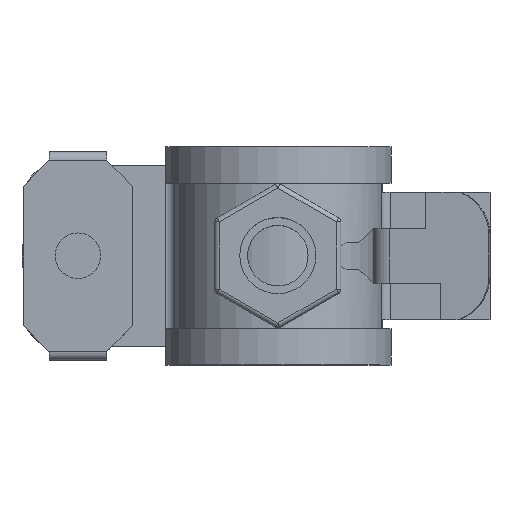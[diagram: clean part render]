
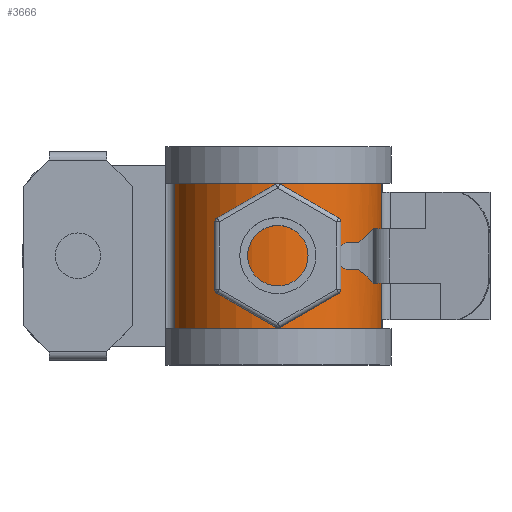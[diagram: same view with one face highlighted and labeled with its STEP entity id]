
A CAD part, top view. The second image highlights one B-rep face of the part: STEP entity #3666.
In plain terms, the highlighted cylindrical face has radius 11.5 mm (diameter 23 mm), a partial arc.
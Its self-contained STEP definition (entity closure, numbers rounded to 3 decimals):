
#36=B_SPLINE_CURVE_WITH_KNOTS('',3,(#6470,#6471,#6472,#6473,#6474,#6475,
#6476),.UNSPECIFIED.,.F.,.F.,(4,1,1,1,4),(0.,0.001,
0.002,0.004,0.005),
 .UNSPECIFIED.);
#38=ELLIPSE('',#4739,12.857,11.5);
#39=ELLIPSE('',#4742,12.857,11.5);
#281=LINE('',#6450,#637);
#282=LINE('',#6452,#638);
#283=LINE('',#6456,#639);
#284=LINE('',#6460,#640);
#285=LINE('',#6462,#641);
#637=VECTOR('',#5256,1000.);
#638=VECTOR('',#5257,1000.);
#639=VECTOR('',#5260,1000.);
#640=VECTOR('',#5263,1000.);
#641=VECTOR('',#5264,1000.);
#1081=ORIENTED_EDGE('',*,*,#2098,.F.);
#1082=ORIENTED_EDGE('',*,*,#2099,.T.);
#1083=ORIENTED_EDGE('',*,*,#2100,.F.);
#1084=ORIENTED_EDGE('',*,*,#2101,.T.);
#1085=ORIENTED_EDGE('',*,*,#2102,.F.);
#1086=ORIENTED_EDGE('',*,*,#2103,.F.);
#1087=ORIENTED_EDGE('',*,*,#2104,.T.);
#1088=ORIENTED_EDGE('',*,*,#2105,.T.);
#1089=ORIENTED_EDGE('',*,*,#2106,.F.);
#1090=ORIENTED_EDGE('',*,*,#2107,.F.);
#1091=ORIENTED_EDGE('',*,*,#2108,.F.);
#1092=ORIENTED_EDGE('',*,*,#2109,.F.);
#1093=ORIENTED_EDGE('',*,*,#2110,.F.);
#1094=ORIENTED_EDGE('',*,*,#2111,.F.);
#2098=EDGE_CURVE('',#2617,#2618,#2932,.T.);
#2099=EDGE_CURVE('',#2617,#2619,#281,.T.);
#2100=EDGE_CURVE('',#2620,#2619,#282,.F.);
#2101=EDGE_CURVE('',#2620,#2621,#2933,.T.);
#2102=EDGE_CURVE('',#2622,#2621,#283,.T.);
#2103=EDGE_CURVE('',#2623,#2622,#2934,.T.);
#2104=EDGE_CURVE('',#2623,#2624,#284,.T.);
#2105=EDGE_CURVE('',#2624,#2625,#285,.T.);
#2106=EDGE_CURVE('',#2626,#2625,#2935,.T.);
#2107=EDGE_CURVE('',#2627,#2626,#38,.T.);
#2108=EDGE_CURVE('',#2628,#2627,#2936,.T.);
#2109=EDGE_CURVE('',#2629,#2628,#36,.T.);
#2110=EDGE_CURVE('',#2630,#2629,#2937,.T.);
#2111=EDGE_CURVE('',#2618,#2630,#39,.T.);
#2617=VERTEX_POINT('',#6448);
#2618=VERTEX_POINT('',#6449);
#2619=VERTEX_POINT('',#6451);
#2620=VERTEX_POINT('',#6453);
#2621=VERTEX_POINT('',#6455);
#2622=VERTEX_POINT('',#6457);
#2623=VERTEX_POINT('',#6459);
#2624=VERTEX_POINT('',#6461);
#2625=VERTEX_POINT('',#6463);
#2626=VERTEX_POINT('',#6465);
#2627=VERTEX_POINT('',#6467);
#2628=VERTEX_POINT('',#6469);
#2629=VERTEX_POINT('',#6477);
#2630=VERTEX_POINT('',#6479);
#2932=CIRCLE('',#4735,11.5);
#2933=CIRCLE('',#4736,11.5);
#2934=CIRCLE('',#4737,11.5);
#2935=CIRCLE('',#4738,11.5);
#2936=CIRCLE('',#4740,11.5);
#2937=CIRCLE('',#4741,11.5);
#3102=EDGE_LOOP('',(#1081,#1082,#1083,#1084,#1085,#1086,#1087,#1088,#1089,
#1090,#1091,#1092,#1093,#1094));
#3352=FACE_BOUND('',#3102,.T.);
#3588=CYLINDRICAL_SURFACE('',#4734,11.5);
#3666=ADVANCED_FACE('',(#3352),#3588,.T.);
#4734=AXIS2_PLACEMENT_3D('',#6446,#5252,#5253);
#4735=AXIS2_PLACEMENT_3D('',#6447,#5254,#5255);
#4736=AXIS2_PLACEMENT_3D('',#6454,#5258,#5259);
#4737=AXIS2_PLACEMENT_3D('',#6458,#5261,#5262);
#4738=AXIS2_PLACEMENT_3D('',#6464,#5265,#5266);
#4739=AXIS2_PLACEMENT_3D('',#6466,#5267,#5268);
#4740=AXIS2_PLACEMENT_3D('',#6468,#5269,#5270);
#4741=AXIS2_PLACEMENT_3D('',#6478,#5271,#5272);
#4742=AXIS2_PLACEMENT_3D('',#6480,#5273,#5274);
#5252=DIRECTION('',(0.,1.,0.));
#5253=DIRECTION('',(0.,0.,1.));
#5254=DIRECTION('',(0.,-1.,0.));
#5255=DIRECTION('',(0.,0.,-1.));
#5256=DIRECTION('',(0.,1.,0.));
#5257=DIRECTION('',(0.,1.,0.));
#5258=DIRECTION('',(0.,-1.,0.));
#5259=DIRECTION('',(1.,0.,0.));
#5260=DIRECTION('',(0.,1.,0.));
#5261=DIRECTION('',(0.,-1.,0.));
#5262=DIRECTION('',(1.,0.,0.));
#5263=DIRECTION('',(0.,1.,0.));
#5264=DIRECTION('',(0.,1.,0.));
#5265=DIRECTION('',(0.,1.,0.));
#5266=DIRECTION('',(0.,0.,1.));
#5267=DIRECTION('',(0.184,0.894,-0.407));
#5268=DIRECTION('',(-0.369,0.447,0.815));
#5269=DIRECTION('',(0.,1.,0.));
#5270=DIRECTION('',(0.,0.,1.));
#5271=DIRECTION('',(0.,-1.,0.));
#5272=DIRECTION('',(0.,0.,-1.));
#5273=DIRECTION('',(0.184,-0.894,-0.407));
#5274=DIRECTION('',(0.369,0.447,-0.815));
#6446=CARTESIAN_POINT('',(0.,-10.,0.));
#6447=CARTESIAN_POINT('',(0.,3.,0.));
#6448=CARTESIAN_POINT('',(11.352,3.,1.84));
#6449=CARTESIAN_POINT('',(10.479,3.,4.738));
#6450=CARTESIAN_POINT('',(11.352,-10.,1.84));
#6451=CARTESIAN_POINT('',(11.352,7.,1.84));
#6452=CARTESIAN_POINT('',(11.352,-10.,1.84));
#6453=CARTESIAN_POINT('',(11.352,10.,1.84));
#6454=CARTESIAN_POINT('',(0.,10.,0.));
#6455=CARTESIAN_POINT('',(-11.352,10.,1.84));
#6456=CARTESIAN_POINT('',(-11.352,-10.,1.84));
#6457=CARTESIAN_POINT('',(-11.352,-10.,1.84));
#6458=CARTESIAN_POINT('',(0.,-10.,0.));
#6459=CARTESIAN_POINT('',(11.352,-10.,1.84));
#6460=CARTESIAN_POINT('',(11.352,-10.,1.84));
#6461=CARTESIAN_POINT('',(11.352,-7.,1.84));
#6462=CARTESIAN_POINT('',(11.352,-10.,1.84));
#6463=CARTESIAN_POINT('',(11.352,-3.,1.84));
#6464=CARTESIAN_POINT('',(0.,-3.,0.));
#6465=CARTESIAN_POINT('',(10.479,-3.,4.738));
#6466=CARTESIAN_POINT('',(0.,-2.998,0.));
#6467=CARTESIAN_POINT('',(8.88,-1.5,7.307));
#6468=CARTESIAN_POINT('',(0.,-1.5,0.));
#6469=CARTESIAN_POINT('',(7.79,-1.5,8.46));
#6470=CARTESIAN_POINT('',(7.79,1.5,8.46));
#6471=CARTESIAN_POINT('',(7.481,1.5,8.744));
#6472=CARTESIAN_POINT('',(6.836,1.217,9.265));
#6473=CARTESIAN_POINT('',(6.285,0.007,9.629));
#6474=CARTESIAN_POINT('',(6.832,-1.216,9.269));
#6475=CARTESIAN_POINT('',(7.48,-1.5,8.745));
#6476=CARTESIAN_POINT('',(7.79,-1.5,8.46));
#6477=CARTESIAN_POINT('',(7.79,1.5,8.46));
#6478=CARTESIAN_POINT('',(0.,1.5,0.));
#6479=CARTESIAN_POINT('',(8.88,1.5,7.307));
#6480=CARTESIAN_POINT('',(0.,2.998,0.));
